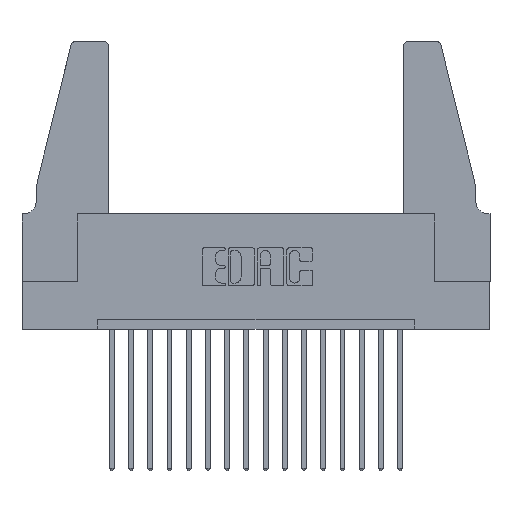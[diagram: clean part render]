
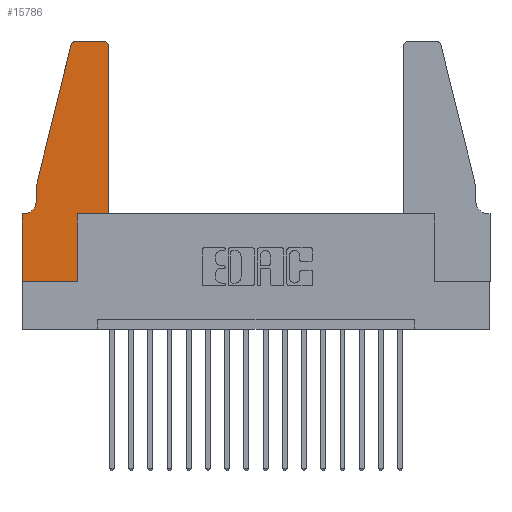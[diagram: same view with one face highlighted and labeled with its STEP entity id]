
A CAD part, top view. The second image highlights one B-rep face of the part: STEP entity #15786.
In plain terms, the highlighted planar face has unit normal (0, 0, 1).
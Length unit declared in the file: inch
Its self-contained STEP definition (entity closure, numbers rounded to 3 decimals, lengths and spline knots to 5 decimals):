
#508 = VERTEX_POINT ( 'NONE', #3830 ) ;
#526 = VECTOR ( 'NONE', #960, 39.37008 ) ;
#960 = DIRECTION ( 'NONE',  ( 0., -1., 0. ) ) ;
#1034 = DIRECTION ( 'NONE',  ( 1., 0., 0. ) ) ;
#1064 = EDGE_CURVE ( 'NONE', #4658, #9000, #13375, .T. ) ;
#1366 = CARTESIAN_POINT ( 'NONE',  ( 0., 0., 0.37 ) ) ;
#1369 = CARTESIAN_POINT ( 'NONE',  ( 0.0755, 0.42, 0.37 ) ) ;
#1397 = LINE ( 'NONE', #13382, #526 ) ;
#1651 = DIRECTION ( 'NONE',  ( 0., 0., 1. ) ) ;
#2115 = DIRECTION ( 'NONE',  ( -1., 0., 0. ) ) ;
#2236 = ORIENTED_EDGE ( 'NONE', *, *, #16688, .T. ) ;
#2380 = CARTESIAN_POINT ( 'NONE',  ( 0.4205, 1.25, 0.37 ) ) ;
#2395 = VERTEX_POINT ( 'NONE', #2445 ) ;
#2445 = CARTESIAN_POINT ( 'NONE',  ( 0.0755, 0.5, 0.37 ) ) ;
#2476 = CARTESIAN_POINT ( 'NONE',  ( 0.2605, 1.25, 0.37 ) ) ;
#2597 = VECTOR ( 'NONE', #14764, 39.37008 ) ;
#2962 = LINE ( 'NONE', #6200, #15803 ) ;
#3051 = EDGE_CURVE ( 'NONE', #9202, #508, #12032, .T. ) ;
#3208 = CARTESIAN_POINT ( 'NONE',  ( 0., 0.35, 0.37 ) ) ;
#3326 = CARTESIAN_POINT ( 'NONE',  ( 0.4505, 1.22, 0.37 ) ) ;
#3435 = EDGE_CURVE ( 'NONE', #508, #8515, #9478, .T. ) ;
#3636 = AXIS2_PLACEMENT_3D ( 'NONE', #3208, #5968, #12972 ) ;
#3830 = CARTESIAN_POINT ( 'NONE',  ( 0.0055, 0.35, 0.37 ) ) ;
#4573 = EDGE_CURVE ( 'NONE', #5816, #2395, #15210, .T. ) ;
#4658 = VERTEX_POINT ( 'NONE', #9458 ) ;
#5505 = ORIENTED_EDGE ( 'NONE', *, *, #3435, .T. ) ;
#5816 = VERTEX_POINT ( 'NONE', #7220 ) ;
#5839 = ORIENTED_EDGE ( 'NONE', *, *, #9353, .T. ) ;
#5968 = DIRECTION ( 'NONE',  ( 0., 0., 1. ) ) ;
#6181 = VERTEX_POINT ( 'NONE', #2380 ) ;
#6200 = CARTESIAN_POINT ( 'NONE',  ( 0.4505, 0.35, 0.37 ) ) ;
#7087 = EDGE_CURVE ( 'NONE', #2395, #9202, #1397, .T. ) ;
#7159 = CARTESIAN_POINT ( 'NONE',  ( 0.284, 1.22, 0.37 ) ) ;
#7196 = VERTEX_POINT ( 'NONE', #1366 ) ;
#7220 = CARTESIAN_POINT ( 'NONE',  ( 0.25487, 1.22718, 0.37 ) ) ;
#7391 = LINE ( 'NONE', #2476, #17635 ) ;
#7531 = CARTESIAN_POINT ( 'NONE',  ( 0.2865, 0., 0.37 ) ) ;
#7608 = CARTESIAN_POINT ( 'NONE',  ( 0.0055, 0.42, 0.37 ) ) ;
#7967 = EDGE_CURVE ( 'NONE', #6181, #17024, #7391, .T. ) ;
#8012 = AXIS2_PLACEMENT_3D ( 'NONE', #7608, #10336, #2115 ) ;
#8013 = VECTOR ( 'NONE', #1034, 39.37008 ) ;
#8447 = LINE ( 'NONE', #16326, #8013 ) ;
#8512 = AXIS2_PLACEMENT_3D ( 'NONE', #7159, #15237, #11152 ) ;
#8515 = VERTEX_POINT ( 'NONE', #12763 ) ;
#8690 = ORIENTED_EDGE ( 'NONE', *, *, #7087, .T. ) ;
#8779 = ORIENTED_EDGE ( 'NONE', *, *, #3051, .T. ) ;
#8793 = ORIENTED_EDGE ( 'NONE', *, *, #7967, .T. ) ;
#8983 = DIRECTION ( 'NONE',  ( 0., 1., 0. ) ) ;
#9000 = VERTEX_POINT ( 'NONE', #11469 ) ;
#9202 = VERTEX_POINT ( 'NONE', #1369 ) ;
#9353 = EDGE_CURVE ( 'NONE', #8515, #7196, #14364, .T. ) ;
#9398 = EDGE_CURVE ( 'NONE', #12731, #6181, #12038, .T. ) ;
#9458 = CARTESIAN_POINT ( 'NONE',  ( 0.2865, 0.35, 0.37 ) ) ;
#9478 = LINE ( 'NONE', #13470, #2597 ) ;
#10336 = DIRECTION ( 'NONE',  ( 0., 0., -1. ) ) ;
#10678 = LINE ( 'NONE', #10823, #13880 ) ;
#10823 = CARTESIAN_POINT ( 'NONE',  ( 0.2865, 0.35, 0.37 ) ) ;
#10986 = ORIENTED_EDGE ( 'NONE', *, *, #16462, .T. ) ;
#11072 = CARTESIAN_POINT ( 'NONE',  ( 0., 0., 0.37 ) ) ;
#11152 = DIRECTION ( 'NONE',  ( 1., 0., 0. ) ) ;
#11469 = CARTESIAN_POINT ( 'NONE',  ( 0.4505, 0.35, 0.37 ) ) ;
#11717 = ORIENTED_EDGE ( 'NONE', *, *, #1064, .T. ) ;
#11877 = DIRECTION ( 'NONE',  ( 1., 0., 0. ) ) ;
#11961 = ORIENTED_EDGE ( 'NONE', *, *, #9398, .T. ) ;
#12032 = CIRCLE ( 'NONE', #8012, 0.07 ) ;
#12038 = CIRCLE ( 'NONE', #17417, 0.03 ) ;
#12409 = VERTEX_POINT ( 'NONE', #7531 ) ;
#12731 = VERTEX_POINT ( 'NONE', #3326 ) ;
#12763 = CARTESIAN_POINT ( 'NONE',  ( 0., 0.35, 0.37 ) ) ;
#12922 = DIRECTION ( 'NONE',  ( -0.239, -0.971, 0. ) ) ;
#12972 = DIRECTION ( 'NONE',  ( 1., 0., 0. ) ) ;
#13064 = FACE_OUTER_BOUND ( 'NONE', #17198, .T. ) ;
#13206 = CARTESIAN_POINT ( 'NONE',  ( 0.4505, 0.35, 0.37 ) ) ;
#13375 = LINE ( 'NONE', #13206, #16378 ) ;
#13382 = CARTESIAN_POINT ( 'NONE',  ( 0.0755, 0.5, 0.37 ) ) ;
#13470 = CARTESIAN_POINT ( 'NONE',  ( 0.0755, 0.35, 0.37 ) ) ;
#13566 = EDGE_CURVE ( 'NONE', #7196, #12409, #8447, .T. ) ;
#13831 = DIRECTION ( 'NONE',  ( 0., -1., 0. ) ) ;
#13880 = VECTOR ( 'NONE', #14999, 39.37008 ) ;
#14149 = PLANE ( 'NONE',  #3636 ) ;
#14364 = LINE ( 'NONE', #11072, #15673 ) ;
#14764 = DIRECTION ( 'NONE',  ( -1., 0., 0. ) ) ;
#14999 = DIRECTION ( 'NONE',  ( 0., 1., 0. ) ) ;
#15210 = LINE ( 'NONE', #15426, #17308 ) ;
#15237 = DIRECTION ( 'NONE',  ( 0., 0., 1. ) ) ;
#15426 = CARTESIAN_POINT ( 'NONE',  ( 0.0755, 0.5, 0.37 ) ) ;
#15555 = CARTESIAN_POINT ( 'NONE',  ( 0.4205, 1.22, 0.37 ) ) ;
#15638 = CARTESIAN_POINT ( 'NONE',  ( 0.284, 1.25, 0.37 ) ) ;
#15673 = VECTOR ( 'NONE', #13831, 39.37008 ) ;
#15786 = ADVANCED_FACE ( 'NONE', ( #13064 ), #14149, .T. ) ;
#15803 = VECTOR ( 'NONE', #8983, 39.37008 ) ;
#16326 = CARTESIAN_POINT ( 'NONE',  ( 0., 0., 0.37 ) ) ;
#16378 = VECTOR ( 'NONE', #11877, 39.37008 ) ;
#16462 = EDGE_CURVE ( 'NONE', #9000, #12731, #2962, .T. ) ;
#16636 = ORIENTED_EDGE ( 'NONE', *, *, #16769, .T. ) ;
#16688 = EDGE_CURVE ( 'NONE', #12409, #4658, #10678, .T. ) ;
#16761 = DIRECTION ( 'NONE',  ( 1., 0., 0. ) ) ;
#16769 = EDGE_CURVE ( 'NONE', #17024, #5816, #17504, .T. ) ;
#16785 = ORIENTED_EDGE ( 'NONE', *, *, #4573, .T. ) ;
#17024 = VERTEX_POINT ( 'NONE', #15638 ) ;
#17198 = EDGE_LOOP ( 'NONE', ( #8793, #16636, #16785, #8690, #8779, #5505, #5839, #17488, #2236, #11717, #10986, #11961 ) ) ;
#17308 = VECTOR ( 'NONE', #12922, 39.37008 ) ;
#17417 = AXIS2_PLACEMENT_3D ( 'NONE', #15555, #1651, #16761 ) ;
#17488 = ORIENTED_EDGE ( 'NONE', *, *, #13566, .T. ) ;
#17504 = CIRCLE ( 'NONE', #8512, 0.03 ) ;
#17608 = DIRECTION ( 'NONE',  ( -1., 0., 0. ) ) ;
#17635 = VECTOR ( 'NONE', #17608, 39.37008 ) ;
